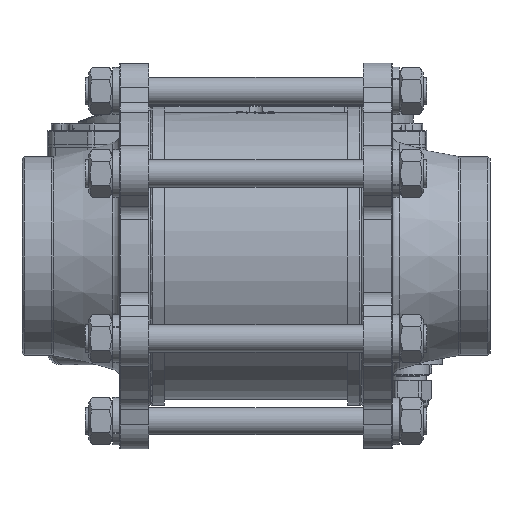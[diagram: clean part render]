
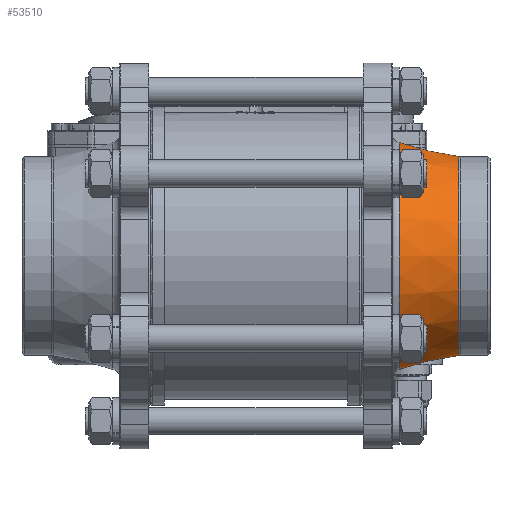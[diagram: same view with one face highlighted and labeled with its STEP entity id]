
A CAD part, front view. The second image highlights one B-rep face of the part: STEP entity #53510.
In plain terms, the highlighted conical face has half-angle 13 degrees and reference radius 66.504 mm.
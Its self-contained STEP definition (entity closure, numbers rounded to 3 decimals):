
#10443=CONICAL_SURFACE('',#56552,66.504,0.227);
#10591=ORIENTED_EDGE('',*,*,#24626,.T.);
#10592=ORIENTED_EDGE('',*,*,#24628,.T.);
#24626=EDGE_CURVE('',#31639,#31639,#36219,.T.);
#24628=EDGE_CURVE('',#31641,#31641,#36221,.T.);
#31639=VERTEX_POINT('',#74889);
#31641=VERTEX_POINT('',#74894);
#36219=CIRCLE('',#56548,65.609);
#36221=CIRCLE('',#56551,57.628);
#38474=EDGE_LOOP('',(#10591));
#38475=EDGE_LOOP('',(#10592));
#41921=FACE_BOUND('',#38474,.T.);
#41922=FACE_BOUND('',#38475,.T.);
#53510=ADVANCED_FACE('',(#41921,#41922),#10443,.T.);
#56548=AXIS2_PLACEMENT_3D('',#74888,#61519,#61520);
#56551=AXIS2_PLACEMENT_3D('',#74893,#61525,#61526);
#56552=AXIS2_PLACEMENT_3D('',#74895,#61527,#61528);
#61519=DIRECTION('',(1.,0.,0.));
#61520=DIRECTION('',(0.,-1.,0.));
#61525=DIRECTION('',(-1.,0.,0.));
#61526=DIRECTION('',(0.,-1.,0.));
#61527=DIRECTION('',(-1.,0.,0.));
#61528=DIRECTION('',(0.,1.,0.));
#74888=CARTESIAN_POINT('',(82.875,0.,0.));
#74889=CARTESIAN_POINT('',(82.875,-65.609,0.));
#74893=CARTESIAN_POINT('',(117.445,0.,0.));
#74894=CARTESIAN_POINT('',(117.445,-57.628,0.));
#74895=CARTESIAN_POINT('',(79.,0.,0.));
